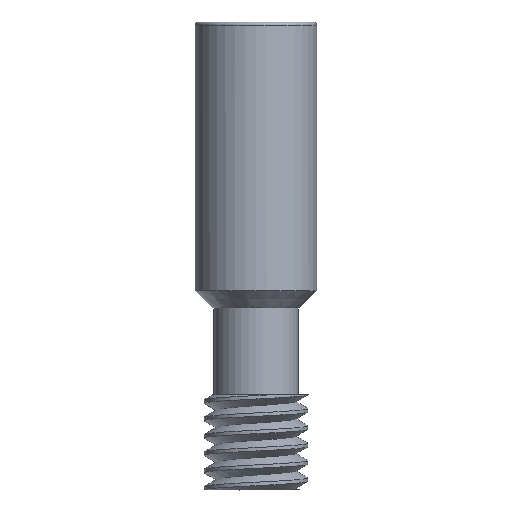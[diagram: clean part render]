
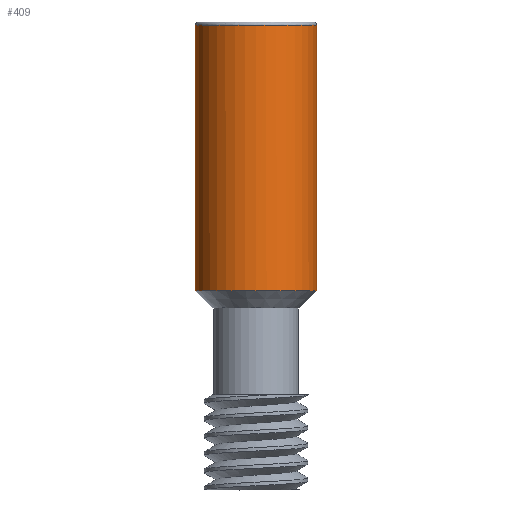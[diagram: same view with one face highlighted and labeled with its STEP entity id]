
A CAD part, front view. The second image highlights one B-rep face of the part: STEP entity #409.
In plain terms, the highlighted cylindrical face has radius 3.5 mm (diameter 7 mm), a partial arc.
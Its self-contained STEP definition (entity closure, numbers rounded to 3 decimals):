
#30 = CARTESIAN_POINT ( 'NONE',  ( -115.1, 45.236, 127.35 ) ) ;
#92 = DIRECTION ( 'NONE',  ( 0., 0., 1. ) ) ;
#181 = ORIENTED_EDGE ( 'NONE', *, *, #2132, .F. ) ;
#208 = VECTOR ( 'NONE', #769, 1000. ) ;
#371 = CARTESIAN_POINT ( 'NONE',  ( -111.6, 45.236, 145.55 ) ) ;
#408 = CARTESIAN_POINT ( 'NONE',  ( -111.6, 45.236, 142.65 ) ) ;
#409 = ADVANCED_FACE ( 'NONE', ( #2608 ), #1891, .T. ) ;
#434 = ORIENTED_EDGE ( 'NONE', *, *, #2278, .F. ) ;
#567 = CARTESIAN_POINT ( 'NONE',  ( -108.1, 45.236, 145.55 ) ) ;
#582 = DIRECTION ( 'NONE',  ( 0., 0., 1. ) ) ;
#621 = DIRECTION ( 'NONE',  ( 1., -0.014, 0. ) ) ;
#709 = EDGE_LOOP ( 'NONE', ( #1472, #1607, #1024, #181, #434 ) ) ;
#769 = DIRECTION ( 'NONE',  ( 0., 0., 1. ) ) ;
#893 = CIRCLE ( 'NONE', #1806, 3.5 ) ;
#1024 = ORIENTED_EDGE ( 'NONE', *, *, #2337, .T. ) ;
#1046 = VERTEX_POINT ( 'NONE', #30 ) ;
#1148 = CARTESIAN_POINT ( 'NONE',  ( -108.1, 45.186, 142.65 ) ) ;
#1216 = DIRECTION ( 'NONE',  ( 0., 0., 1. ) ) ;
#1232 = VECTOR ( 'NONE', #2267, 1000. ) ;
#1320 = CARTESIAN_POINT ( 'NONE',  ( -111.6, 45.236, 127.35 ) ) ;
#1360 = LINE ( 'NONE', #2516, #208 ) ;
#1472 = ORIENTED_EDGE ( 'NONE', *, *, #2326, .F. ) ;
#1511 = DIRECTION ( 'NONE',  ( 1., 0., 0. ) ) ;
#1520 = VERTEX_POINT ( 'NONE', #1911 ) ;
#1584 = DIRECTION ( 'NONE',  ( 1., 0., 0. ) ) ;
#1607 = ORIENTED_EDGE ( 'NONE', *, *, #2112, .T. ) ;
#1771 = AXIS2_PLACEMENT_3D ( 'NONE', #2575, #1216, #2810 ) ;
#1806 = AXIS2_PLACEMENT_3D ( 'NONE', #408, #1864, #621 ) ;
#1812 = AXIS2_PLACEMENT_3D ( 'NONE', #1320, #92, #1511 ) ;
#1864 = DIRECTION ( 'NONE',  ( 0., 0., 1. ) ) ;
#1867 = CIRCLE ( 'NONE', #1771, 3.5 ) ;
#1891 = CYLINDRICAL_SURFACE ( 'NONE', #2022, 3.5 ) ;
#1911 = CARTESIAN_POINT ( 'NONE',  ( -115.1, 45.236, 142.65 ) ) ;
#2012 = CIRCLE ( 'NONE', #1812, 3.5 ) ;
#2022 = AXIS2_PLACEMENT_3D ( 'NONE', #371, #582, #1584 ) ;
#2112 = EDGE_CURVE ( 'NONE', #1046, #2822, #2012, .T. ) ;
#2132 = EDGE_CURVE ( 'NONE', #2808, #2241, #893, .T. ) ;
#2241 = VERTEX_POINT ( 'NONE', #2304 ) ;
#2250 = CARTESIAN_POINT ( 'NONE',  ( -108.1, 45.236, 127.35 ) ) ;
#2267 = DIRECTION ( 'NONE',  ( 0., 0., 1. ) ) ;
#2278 = EDGE_CURVE ( 'NONE', #1520, #2808, #1867, .T. ) ;
#2304 = CARTESIAN_POINT ( 'NONE',  ( -108.1, 45.236, 142.65 ) ) ;
#2326 = EDGE_CURVE ( 'NONE', #1046, #1520, #1360, .T. ) ;
#2337 = EDGE_CURVE ( 'NONE', #2822, #2241, #2427, .T. ) ;
#2427 = LINE ( 'NONE', #567, #1232 ) ;
#2516 = CARTESIAN_POINT ( 'NONE',  ( -115.1, 45.236, 145.55 ) ) ;
#2575 = CARTESIAN_POINT ( 'NONE',  ( -111.6, 45.236, 142.65 ) ) ;
#2608 = FACE_OUTER_BOUND ( 'NONE', #709, .T. ) ;
#2808 = VERTEX_POINT ( 'NONE', #1148 ) ;
#2810 = DIRECTION ( 'NONE',  ( 1., -0.014, 0. ) ) ;
#2822 = VERTEX_POINT ( 'NONE', #2250 ) ;
